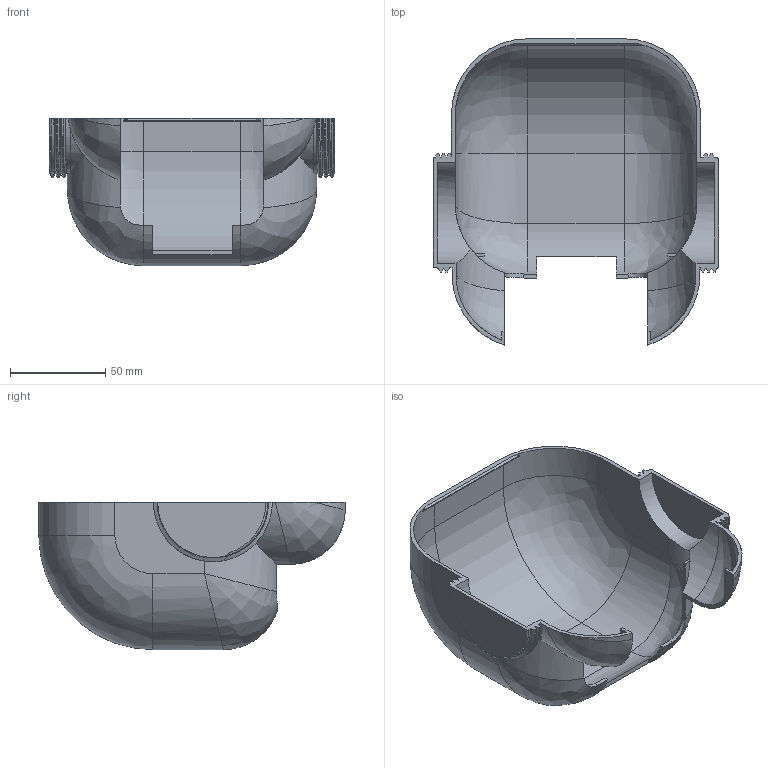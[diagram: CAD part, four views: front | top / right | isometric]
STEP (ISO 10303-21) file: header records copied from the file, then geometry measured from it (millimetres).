
FILE_DESCRIPTION(/* description */ (''),/* implementation_level */ '2;1');
FILE_NAME(/* name */ 'f8d4e134-d127-49ef-83c0-0458f2c360f3.stp',/* time_stamp */ '2019-03-12T20:02:19+01:00',/* author */ (''),/* organization */ (''),/* preprocessor_version */ 'ST-DEVELOPER v17.2',/* originating_system */ 'Autodesk Translation Framework v7.6.0.251',/* authorisation */ '');
FILE_SCHEMA (('AUTOMOTIVE_DESIGN { 1 0 10303 214 3 1 1 }'));
Length unit declared in the file: millimetre
Products named in the file (1): Back
Bounding box: 150 x 161.11 x 77.5 mm (x, y, z)
Volume: 81462 mm3; surface area: 81802 mm2
Topology: 1 solids, 2 shells, 134 faces, 374 edges, 238 vertices
Faces by surface type: cylinder 51, plane 49, bspline 32, torus 2
Entity records: 9278 total; most frequent: CARTESIAN_POINT 6018, ORIENTED_EDGE 740, DIRECTION 579, EDGE_CURVE 370, VERTEX_POINT 238, AXIS2_PLACEMENT_3D 194, LINE 191, VECTOR 191
